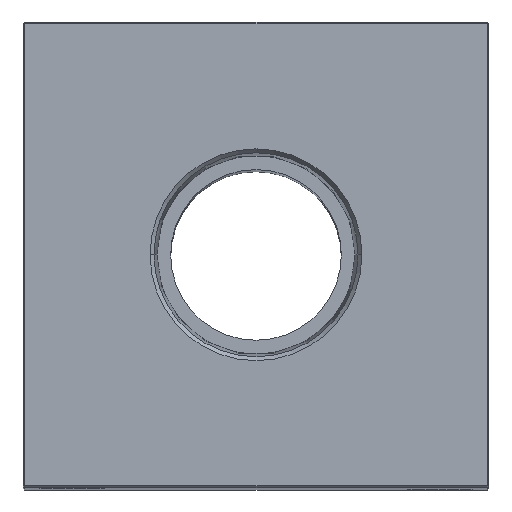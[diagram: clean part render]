
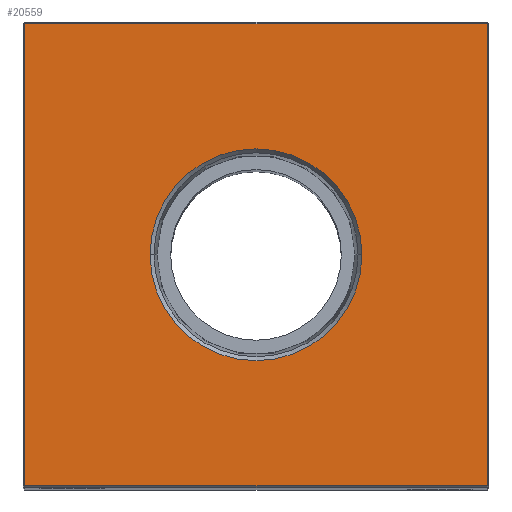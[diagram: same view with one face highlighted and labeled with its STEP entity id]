
A CAD part, top view. The second image highlights one B-rep face of the part: STEP entity #20559.
In plain terms, the highlighted planar face has unit normal (0, 0, 1).
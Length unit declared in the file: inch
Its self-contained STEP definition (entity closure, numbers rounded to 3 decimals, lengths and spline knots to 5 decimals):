
#548 = VECTOR ( 'NONE', #23948, 39.37008 ) ;
#746 = VECTOR ( 'NONE', #7387, 39.37008 ) ;
#1224 = EDGE_CURVE ( 'NONE', #23955, #23183, #3461, .T. ) ;
#2730 = EDGE_LOOP ( 'NONE', ( #9711, #19576 ) ) ;
#2739 = DIRECTION ( 'NONE',  ( 1., 0., 0. ) ) ;
#2805 = CARTESIAN_POINT ( 'NONE',  ( 0., 0., 9.25 ) ) ;
#3264 = EDGE_CURVE ( 'NONE', #4078, #23955, #31306, .T. ) ;
#3265 = CIRCLE ( 'NONE', #22010, 0.68248 ) ;
#3461 = LINE ( 'NONE', #13665, #548 ) ;
#3855 = LINE ( 'NONE', #14045, #29693 ) ;
#4078 = VERTEX_POINT ( 'NONE', #12176 ) ;
#6105 = EDGE_CURVE ( 'NONE', #15909, #23837, #3265, .T. ) ;
#7363 = EDGE_CURVE ( 'NONE', #23183, #24535, #20136, .T. ) ;
#7387 = DIRECTION ( 'NONE',  ( 0., -1., 0. ) ) ;
#7772 = AXIS2_PLACEMENT_3D ( 'NONE', #2805, #13005, #23280 ) ;
#8291 = EDGE_CURVE ( 'NONE', #23837, #15909, #26442, .T. ) ;
#8305 = CARTESIAN_POINT ( 'NONE',  ( 1.49, 0., 9.25 ) ) ;
#9119 = DIRECTION ( 'NONE',  ( 0., 0., 1. ) ) ;
#9711 = ORIENTED_EDGE ( 'NONE', *, *, #6105, .F. ) ;
#10144 = ORIENTED_EDGE ( 'NONE', *, *, #3264, .T. ) ;
#11933 = AXIS2_PLACEMENT_3D ( 'NONE', #32116, #9119, #19348 ) ;
#12176 = CARTESIAN_POINT ( 'NONE',  ( 1.49, -1.49, 9.25 ) ) ;
#12685 = FACE_OUTER_BOUND ( 'NONE', #31179, .T. ) ;
#13005 = DIRECTION ( 'NONE',  ( 0., 0., -1. ) ) ;
#13276 = ORIENTED_EDGE ( 'NONE', *, *, #21086, .T. ) ;
#13665 = CARTESIAN_POINT ( 'NONE',  ( 0., 1.49, 9.25 ) ) ;
#14045 = CARTESIAN_POINT ( 'NONE',  ( 0., -1.49, 9.25 ) ) ;
#15443 = CARTESIAN_POINT ( 'NONE',  ( 0., 0., 9.25 ) ) ;
#15909 = VERTEX_POINT ( 'NONE', #24958 ) ;
#16045 = ORIENTED_EDGE ( 'NONE', *, *, #7363, .T. ) ;
#17581 = CARTESIAN_POINT ( 'NONE',  ( -0.68248, 0., 9.25 ) ) ;
#18534 = DIRECTION ( 'NONE',  ( 0., 1., 0. ) ) ;
#18882 = CARTESIAN_POINT ( 'NONE',  ( -1.49, -1.49, 9.25 ) ) ;
#19348 = DIRECTION ( 'NONE',  ( 1., 0., 0. ) ) ;
#19576 = ORIENTED_EDGE ( 'NONE', *, *, #8291, .F. ) ;
#20136 = LINE ( 'NONE', #30374, #746 ) ;
#20559 = ADVANCED_FACE ( 'NONE', ( #12685, #22938 ), #33146, .F. ) ;
#21049 = ORIENTED_EDGE ( 'NONE', *, *, #1224, .T. ) ;
#21086 = EDGE_CURVE ( 'NONE', #24535, #4078, #3855, .T. ) ;
#22010 = AXIS2_PLACEMENT_3D ( 'NONE', #15443, #25737, #2739 ) ;
#22938 = FACE_BOUND ( 'NONE', #2730, .T. ) ;
#23183 = VERTEX_POINT ( 'NONE', #26826 ) ;
#23280 = DIRECTION ( 'NONE',  ( -1., 0., 0. ) ) ;
#23837 = VERTEX_POINT ( 'NONE', #17581 ) ;
#23948 = DIRECTION ( 'NONE',  ( -1., 0., 0. ) ) ;
#23955 = VERTEX_POINT ( 'NONE', #26172 ) ;
#24337 = DIRECTION ( 'NONE',  ( 1., 0., 0. ) ) ;
#24535 = VERTEX_POINT ( 'NONE', #18882 ) ;
#24958 = CARTESIAN_POINT ( 'NONE',  ( 0.68248, 0., 9.25 ) ) ;
#25737 = DIRECTION ( 'NONE',  ( 0., 0., 1. ) ) ;
#26172 = CARTESIAN_POINT ( 'NONE',  ( 1.49, 1.49, 9.25 ) ) ;
#26442 = CIRCLE ( 'NONE', #11933, 0.68248 ) ;
#26826 = CARTESIAN_POINT ( 'NONE',  ( -1.49, 1.49, 9.25 ) ) ;
#29693 = VECTOR ( 'NONE', #24337, 39.37008 ) ;
#30374 = CARTESIAN_POINT ( 'NONE',  ( -1.49, 0., 9.25 ) ) ;
#31179 = EDGE_LOOP ( 'NONE', ( #16045, #13276, #10144, #21049 ) ) ;
#31306 = LINE ( 'NONE', #8305, #31615 ) ;
#31615 = VECTOR ( 'NONE', #18534, 39.37008 ) ;
#32116 = CARTESIAN_POINT ( 'NONE',  ( 0., 0., 9.25 ) ) ;
#33146 = PLANE ( 'NONE',  #7772 ) ;
